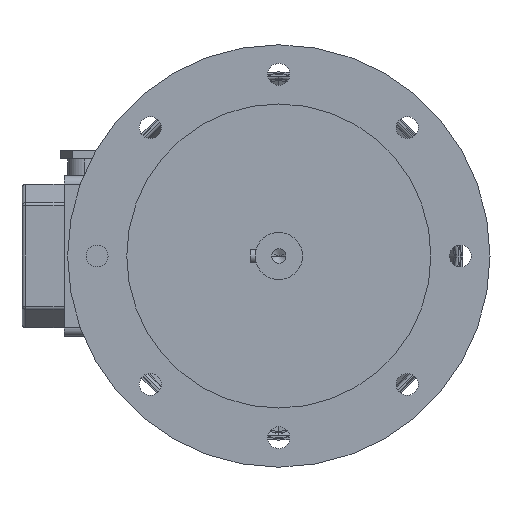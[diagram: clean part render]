
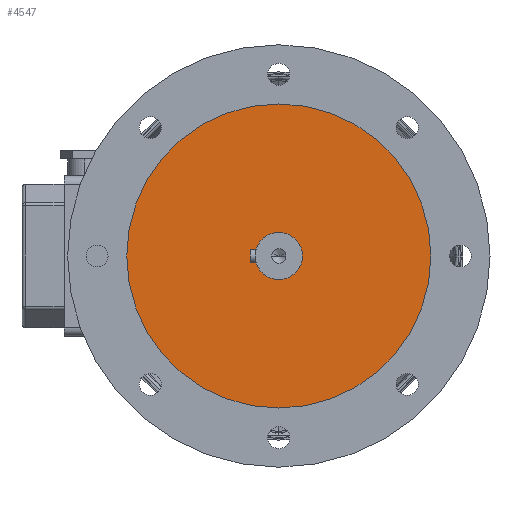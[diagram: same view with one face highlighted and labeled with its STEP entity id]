
A CAD part, left-side view. The second image highlights one B-rep face of the part: STEP entity #4547.
In plain terms, the highlighted face is planar.
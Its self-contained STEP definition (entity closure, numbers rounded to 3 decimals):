
#4329 = EDGE_CURVE ( 'NONE', #4330, #4331, #13325, .T. ) ;
#4330 = VERTEX_POINT ( 'NONE', #13317 ) ;
#4331 = VERTEX_POINT ( 'NONE', #13316 ) ;
#4386 = VERTEX_POINT ( 'NONE', #13478 ) ;
#4388 = EDGE_CURVE ( 'NONE', #4442, #4386, #13476, .T. ) ;
#4442 = VERTEX_POINT ( 'NONE', #13616 ) ;
#4529 = ORIENTED_EDGE ( 'NONE', *, *, #4546, .T. ) ;
#4546 = EDGE_CURVE ( 'NONE', #4386, #4442, #13769, .T. ) ;
#4547 = ADVANCED_FACE ( 'NONE', ( #13764, #13763 ), #13762, .F. ) ;
#4548 = EDGE_LOOP ( 'NONE', ( #4549, #4550 ) ) ;
#4549 = ORIENTED_EDGE ( 'NONE', *, *, #4329, .F. ) ;
#4550 = ORIENTED_EDGE ( 'NONE', *, *, #4551, .F. ) ;
#4551 = EDGE_CURVE ( 'NONE', #4331, #4330, #13756, .T. ) ;
#4552 = EDGE_LOOP ( 'NONE', ( #4553, #4529 ) ) ;
#4553 = ORIENTED_EDGE ( 'NONE', *, *, #4388, .T. ) ;
#13316 = CARTESIAN_POINT ( 'NONE',  ( 0., 23., -14. ) ) ;
#13317 = CARTESIAN_POINT ( 'NONE',  ( 0., 23., 14. ) ) ;
#13318 = DIRECTION ( 'NONE',  ( 0., 0., 1. ) ) ;
#13319 = DIRECTION ( 'NONE',  ( 0., 1., 0. ) ) ;
#13320 = CARTESIAN_POINT ( 'NONE',  ( 0., 23., 0. ) ) ;
#13321 = AXIS2_PLACEMENT_3D ( 'NONE', #13320, #13319, #13318 ) ;
#13325 = CIRCLE ( 'NONE', #13321, 14. ) ;
#13472 = DIRECTION ( 'NONE',  ( 0., 0., 1. ) ) ;
#13473 = DIRECTION ( 'NONE',  ( 0., 1., 0. ) ) ;
#13474 = CARTESIAN_POINT ( 'NONE',  ( 0., 23., 0. ) ) ;
#13475 = AXIS2_PLACEMENT_3D ( 'NONE', #13474, #13473, #13472 ) ;
#13476 = CIRCLE ( 'NONE', #13475, 90. ) ;
#13478 = CARTESIAN_POINT ( 'NONE',  ( 0., 23., -90. ) ) ;
#13616 = CARTESIAN_POINT ( 'NONE',  ( 0., 23., 90. ) ) ;
#13753 = DIRECTION ( 'NONE',  ( 0., 0., 1. ) ) ;
#13754 = DIRECTION ( 'NONE',  ( 0., 1., 0. ) ) ;
#13755 = AXIS2_PLACEMENT_3D ( 'NONE', #13760, #13754, #13753 ) ;
#13756 = CIRCLE ( 'NONE', #13755, 14. ) ;
#13757 = DIRECTION ( 'NONE',  ( 0., 0., -1. ) ) ;
#13758 = DIRECTION ( 'NONE',  ( 0., -1., 0. ) ) ;
#13759 = CARTESIAN_POINT ( 'NONE',  ( 0., 23., -14. ) ) ;
#13760 = CARTESIAN_POINT ( 'NONE',  ( 0., 23., 0. ) ) ;
#13761 = AXIS2_PLACEMENT_3D ( 'NONE', #13759, #13758, #13757 ) ;
#13762 = PLANE ( 'NONE',  #13761 ) ;
#13763 = FACE_OUTER_BOUND ( 'NONE', #4552, .T. ) ;
#13764 = FACE_BOUND ( 'NONE', #4548, .T. ) ;
#13765 = DIRECTION ( 'NONE',  ( 0., 0., 1. ) ) ;
#13766 = DIRECTION ( 'NONE',  ( 0., 1., 0. ) ) ;
#13767 = CARTESIAN_POINT ( 'NONE',  ( 0., 23., 0. ) ) ;
#13768 = AXIS2_PLACEMENT_3D ( 'NONE', #13767, #13766, #13765 ) ;
#13769 = CIRCLE ( 'NONE', #13768, 90. ) ;
